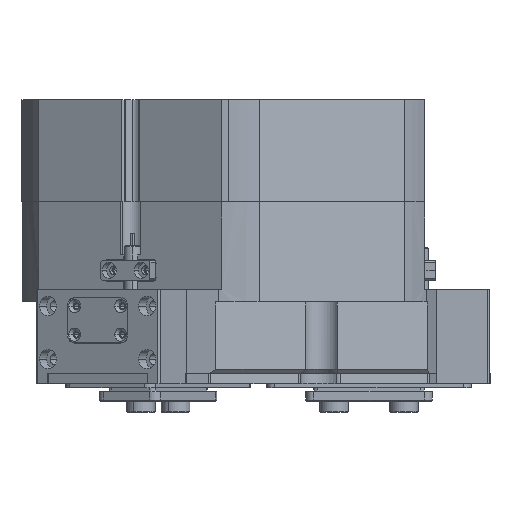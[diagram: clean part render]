
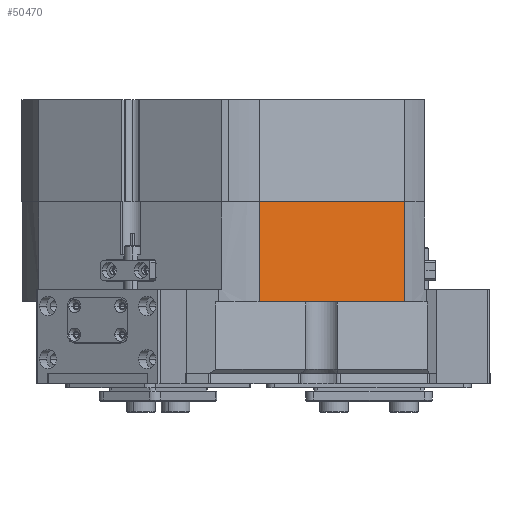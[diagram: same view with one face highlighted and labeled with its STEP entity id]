
A CAD part, front view. The second image highlights one B-rep face of the part: STEP entity #50470.
In plain terms, the highlighted planar face has unit normal (0.5, -0.866, 0).
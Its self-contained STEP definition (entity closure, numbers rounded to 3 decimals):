
#4989 = LINE ( 'NONE', #17552, #16586 ) ;
#5662 = DIRECTION ( 'NONE',  ( -0.5, 0.866, 0. ) ) ;
#6378 = CARTESIAN_POINT ( 'NONE',  ( 115.452, -49.969, 35. ) ) ;
#6629 = VERTEX_POINT ( 'NONE', #14053 ) ;
#10079 = VERTEX_POINT ( 'NONE', #28651 ) ;
#10265 = VERTEX_POINT ( 'NONE', #50594 ) ;
#11283 = LINE ( 'NONE', #20066, #20968 ) ;
#14053 = CARTESIAN_POINT ( 'NONE',  ( 15.004, -107.962, 35. ) ) ;
#15269 = EDGE_CURVE ( 'NONE', #6629, #21401, #11283, .T. ) ;
#15862 = CARTESIAN_POINT ( 'NONE',  ( 85.996, -66.975, 84. ) ) ;
#16586 = VECTOR ( 'NONE', #35114, 1000. ) ;
#17552 = CARTESIAN_POINT ( 'NONE',  ( 50.5, -87.469, 84. ) ) ;
#17892 = PLANE ( 'NONE',  #43319 ) ;
#18560 = ORIENTED_EDGE ( 'NONE', *, *, #15269, .F. ) ;
#18763 = DIRECTION ( 'NONE',  ( -0.866, -0.5, 0. ) ) ;
#19327 = LINE ( 'NONE', #15862, #46403 ) ;
#20066 = CARTESIAN_POINT ( 'NONE',  ( 15.004, -107.962, 84. ) ) ;
#20968 = VECTOR ( 'NONE', #48510, 1000. ) ;
#21401 = VERTEX_POINT ( 'NONE', #23882 ) ;
#22011 = DIRECTION ( 'NONE',  ( -0.866, -0.5, 0. ) ) ;
#23882 = CARTESIAN_POINT ( 'NONE',  ( 15.004, -107.962, 84. ) ) ;
#24703 = EDGE_CURVE ( 'NONE', #10265, #6629, #50180, .T. ) ;
#27897 = DIRECTION ( 'NONE',  ( 0., 0., -1. ) ) ;
#28651 = CARTESIAN_POINT ( 'NONE',  ( 85.996, -66.975, 84. ) ) ;
#29215 = ORIENTED_EDGE ( 'NONE', *, *, #24703, .F. ) ;
#33756 = FACE_OUTER_BOUND ( 'NONE', #49230, .T. ) ;
#33877 = EDGE_CURVE ( 'NONE', #10079, #21401, #4989, .T. ) ;
#35114 = DIRECTION ( 'NONE',  ( -0.866, -0.5, 0. ) ) ;
#39396 = ORIENTED_EDGE ( 'NONE', *, *, #41898, .F. ) ;
#41898 = EDGE_CURVE ( 'NONE', #10079, #10265, #19327, .T. ) ;
#42523 = ORIENTED_EDGE ( 'NONE', *, *, #33877, .T. ) ;
#43319 = AXIS2_PLACEMENT_3D ( 'NONE', #46677, #5662, #22011 ) ;
#46403 = VECTOR ( 'NONE', #27897, 1000. ) ;
#46677 = CARTESIAN_POINT ( 'NONE',  ( 115.452, -49.969, 101.144 ) ) ;
#48510 = DIRECTION ( 'NONE',  ( 0., 0., 1. ) ) ;
#49230 = EDGE_LOOP ( 'NONE', ( #42523, #18560, #29215, #39396 ) ) ;
#49503 = VECTOR ( 'NONE', #18763, 1000. ) ;
#50180 = LINE ( 'NONE', #6378, #49503 ) ;
#50470 = ADVANCED_FACE ( 'NONE', ( #33756 ), #17892, .F. ) ;
#50594 = CARTESIAN_POINT ( 'NONE',  ( 85.996, -66.975, 35. ) ) ;
